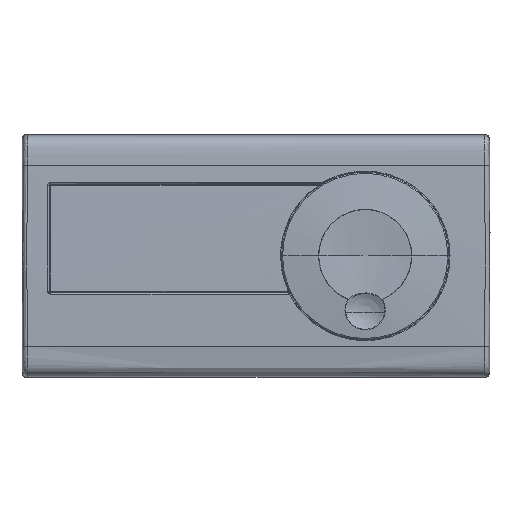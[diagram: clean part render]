
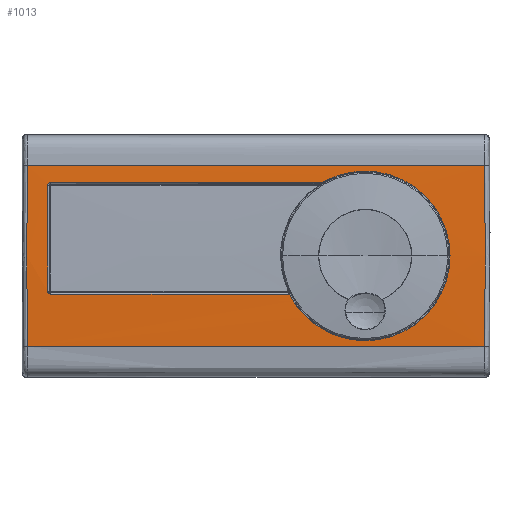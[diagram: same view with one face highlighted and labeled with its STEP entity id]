
A CAD part, top view. The second image highlights one B-rep face of the part: STEP entity #1013.
In plain terms, the highlighted face is a extrusion surface.
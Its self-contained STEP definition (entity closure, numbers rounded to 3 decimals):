
#314=CARTESIAN_POINT('Vertex',(55.1,0.,11.3)) ;
#318=CARTESIAN_POINT('Control Point',(55.1,0.,11.3)) ;
#319=CARTESIAN_POINT('Control Point',(55.1,4.171,11.3)) ;
#320=CARTESIAN_POINT('Control Point',(54.196,8.342,11.274)) ;
#321=CARTESIAN_POINT('Control Point',(52.387,12.251,11.221)) ;
#322=CARTESIAN_POINT('Control Point',(48.397,17.466,11.124)) ;
#323=CARTESIAN_POINT('Control Point',(43.024,21.052,11.037)) ;
#324=CARTESIAN_POINT('Control Point',(41.003,22.082,11.01)) ;
#325=CARTESIAN_POINT('Control Point',(35.413,24.152,10.953)) ;
#326=CARTESIAN_POINT('Control Point',(29.393,24.455,10.943)) ;
#327=CARTESIAN_POINT('Control Point',(25.665,23.921,10.959)) ;
#328=CARTESIAN_POINT('Control Point',(22.132,22.691,10.995)) ;
#329=CARTESIAN_POINT('Control Point',(18.949,20.855,11.04)) ;
#330=CARTESIAN_POINT('Vertex',(18.949,20.855,11.04)) ;
#904=CARTESIAN_POINT('Control Point',(0.,-25.737,10.906)) ;
#905=CARTESIAN_POINT('Control Point',(0.,-8.579,11.432)) ;
#906=CARTESIAN_POINT('Control Point',(0.,8.579,11.431)) ;
#907=CARTESIAN_POINT('Control Point',(0.,25.737,10.905)) ;
#912=CARTESIAN_POINT('Control Point',(-64.973,25.737,10.905)) ;
#913=CARTESIAN_POINT('Control Point',(-65.096,8.582,11.431)) ;
#914=CARTESIAN_POINT('Control Point',(-65.096,-8.582,11.432)) ;
#915=CARTESIAN_POINT('Control Point',(-64.975,-25.737,10.906)) ;
#916=CARTESIAN_POINT('Vertex',(-64.973,25.737,10.905)) ;
#918=CARTESIAN_POINT('Vertex',(-64.975,-25.737,10.906)) ;
#921=CARTESIAN_POINT('Line Origine',(0.,-25.737,10.906)) ;
#925=CARTESIAN_POINT('Vertex',(64.974,-25.737,10.906)) ;
#929=CARTESIAN_POINT('Control Point',(64.974,-25.737,10.906)) ;
#930=CARTESIAN_POINT('Control Point',(65.096,-8.582,11.432)) ;
#931=CARTESIAN_POINT('Control Point',(65.096,8.582,11.431)) ;
#932=CARTESIAN_POINT('Control Point',(64.973,25.737,10.905)) ;
#933=CARTESIAN_POINT('Vertex',(64.973,25.737,10.905)) ;
#936=CARTESIAN_POINT('Line Origine',(0.,25.737,10.905)) ;
#947=CARTESIAN_POINT('Line Origine',(0.,-10.851,11.23)) ;
#951=CARTESIAN_POINT('Vertex',(9.486,-10.851,11.23)) ;
#953=CARTESIAN_POINT('Vertex',(-58.3,-10.851,11.23)) ;
#957=CARTESIAN_POINT('Control Point',(-58.3,-10.851,11.23)) ;
#958=CARTESIAN_POINT('Control Point',(-58.633,-10.851,11.23)) ;
#959=CARTESIAN_POINT('Control Point',(-58.97,-10.673,11.233)) ;
#960=CARTESIAN_POINT('Control Point',(-59.148,-10.336,11.237)) ;
#961=CARTESIAN_POINT('Control Point',(-59.148,-10.003,11.241)) ;
#962=CARTESIAN_POINT('Vertex',(-59.148,-10.003,11.241)) ;
#966=CARTESIAN_POINT('Control Point',(-59.148,-10.003,11.241)) ;
#967=CARTESIAN_POINT('Control Point',(-59.148,0.,11.36)) ;
#968=CARTESIAN_POINT('Control Point',(-59.148,10.004,11.3)) ;
#969=CARTESIAN_POINT('Control Point',(-59.148,20.007,11.061)) ;
#970=CARTESIAN_POINT('Vertex',(-59.148,20.007,11.061)) ;
#974=CARTESIAN_POINT('Control Point',(-58.3,20.855,11.04)) ;
#975=CARTESIAN_POINT('Control Point',(-58.633,20.855,11.04)) ;
#976=CARTESIAN_POINT('Control Point',(-58.97,20.677,11.045)) ;
#977=CARTESIAN_POINT('Control Point',(-59.148,20.34,11.053)) ;
#978=CARTESIAN_POINT('Control Point',(-59.148,20.007,11.061)) ;
#979=CARTESIAN_POINT('Vertex',(-58.3,20.855,11.04)) ;
#982=CARTESIAN_POINT('Line Origine',(0.,20.855,11.04)) ;
#988=CARTESIAN_POINT('Control Point',(55.1,0.,11.3)) ;
#989=CARTESIAN_POINT('Control Point',(55.1,-4.171,11.3)) ;
#990=CARTESIAN_POINT('Control Point',(54.196,-8.342,11.274)) ;
#991=CARTESIAN_POINT('Control Point',(52.387,-12.251,11.222)) ;
#992=CARTESIAN_POINT('Control Point',(48.397,-17.466,11.125)) ;
#993=CARTESIAN_POINT('Control Point',(43.024,-21.052,11.038)) ;
#994=CARTESIAN_POINT('Control Point',(41.003,-22.082,11.011)) ;
#995=CARTESIAN_POINT('Control Point',(34.94,-24.327,10.95)) ;
#996=CARTESIAN_POINT('Control Point',(28.372,-24.494,10.943)) ;
#997=CARTESIAN_POINT('Control Point',(24.142,-23.662,10.969)) ;
#998=CARTESIAN_POINT('Control Point',(18.084,-21.001,11.044)) ;
#999=CARTESIAN_POINT('Control Point',(13.298,-16.583,11.139)) ;
#1000=CARTESIAN_POINT('Control Point',(11.797,-14.821,11.173)) ;
#1001=CARTESIAN_POINT('Control Point',(10.52,-12.898,11.204)) ;
#1002=CARTESIAN_POINT('Control Point',(9.486,-10.851,11.23)) ;
#908=DIRECTION('Vector Direction',(1.,0.,0.)) ;
#922=DIRECTION('Vector Direction',(1.,0.,0.)) ;
#937=DIRECTION('Vector Direction',(1.,0.,0.)) ;
#948=DIRECTION('Vector Direction',(1.,0.,0.)) ;
#983=DIRECTION('Vector Direction',(1.,0.,0.)) ;
#942=ORIENTED_EDGE('',*,*,#920,.T.) ;
#943=ORIENTED_EDGE('',*,*,#927,.F.) ;
#944=ORIENTED_EDGE('',*,*,#935,.T.) ;
#945=ORIENTED_EDGE('',*,*,#940,.F.) ;
#1005=ORIENTED_EDGE('',*,*,#955,.T.) ;
#1006=ORIENTED_EDGE('',*,*,#964,.T.) ;
#1007=ORIENTED_EDGE('',*,*,#972,.T.) ;
#1008=ORIENTED_EDGE('',*,*,#981,.T.) ;
#1009=ORIENTED_EDGE('',*,*,#986,.T.) ;
#1010=ORIENTED_EDGE('',*,*,#332,.F.) ;
#1011=ORIENTED_EDGE('',*,*,#1003,.T.) ;
#1012=FACE_BOUND('',#1004,.T.) ;
#909=VECTOR('Extrusion Surface Vector',#908,1.) ;
#923=VECTOR('Line Direction',#922,1.) ;
#938=VECTOR('Line Direction',#937,1.) ;
#949=VECTOR('Line Direction',#948,1.) ;
#984=VECTOR('Line Direction',#983,1.) ;
#1013=ADVANCED_FACE('',(#946,#1012),#910,.F.) ;
#317=B_SPLINE_CURVE_WITH_KNOTS('',5,(#318,#319,#320,#321,#322,#323,#324,#325,#326,#327,#328,#329),.UNSPECIFIED.,.F.,.U.,(6,3,3,6),(0.,29.426,45.289,71.225),.UNSPECIFIED.) ;
#903=B_SPLINE_CURVE_WITH_KNOTS('',3,(#904,#905,#906,#907),.UNSPECIFIED.,.F.,.U.,(4,4),(4.538,55.99),.UNSPECIFIED.) ;
#911=B_SPLINE_CURVE_WITH_KNOTS('',3,(#912,#913,#914,#915),.UNSPECIFIED.,.F.,.U.,(4,4),(30.97,103.709),.UNSPECIFIED.) ;
#928=B_SPLINE_CURVE_WITH_KNOTS('',3,(#929,#930,#931,#932),.UNSPECIFIED.,.F.,.U.,(4,4),(30.97,103.709),.UNSPECIFIED.) ;
#956=B_SPLINE_CURVE_WITH_KNOTS('',4,(#957,#958,#959,#960,#961),.UNSPECIFIED.,.F.,.U.,(5,5),(3.319,5.053),.UNSPECIFIED.) ;
#965=B_SPLINE_CURVE_WITH_KNOTS('',3,(#966,#967,#968,#969),.UNSPECIFIED.,.F.,.U.,(4,4),(37.399,89.376),.UNSPECIFIED.) ;
#973=B_SPLINE_CURVE_WITH_KNOTS('',4,(#974,#975,#976,#977,#978),.UNSPECIFIED.,.F.,.U.,(5,5),(3.319,5.053),.UNSPECIFIED.) ;
#987=B_SPLINE_CURVE_WITH_KNOTS('',5,(#988,#989,#990,#991,#992,#993,#994,#995,#996,#997,#998,#999,#1000,#1001,#1002),.UNSPECIFIED.,.F.,.U.,(6,3,3,3,6),(0.,29.426,45.289,74.757,90.936),.UNSPECIFIED.) ;
#332=EDGE_CURVE('',#315,#331,#317,.T.) ;
#920=EDGE_CURVE('',#917,#919,#911,.T.) ;
#927=EDGE_CURVE('',#926,#919,#924,.F.) ;
#935=EDGE_CURVE('',#926,#934,#928,.T.) ;
#940=EDGE_CURVE('',#917,#934,#939,.T.) ;
#955=EDGE_CURVE('',#952,#954,#950,.F.) ;
#964=EDGE_CURVE('',#954,#963,#956,.T.) ;
#972=EDGE_CURVE('',#963,#971,#965,.T.) ;
#981=EDGE_CURVE('',#971,#980,#973,.F.) ;
#986=EDGE_CURVE('',#980,#331,#985,.T.) ;
#1003=EDGE_CURVE('',#315,#952,#987,.T.) ;
#941=EDGE_LOOP('',(#942,#943,#944,#945)) ;
#1004=EDGE_LOOP('',(#1005,#1006,#1007,#1008,#1009,#1010,#1011)) ;
#946=FACE_OUTER_BOUND('',#941,.T.) ;
#924=LINE('Line',#921,#923) ;
#939=LINE('Line',#936,#938) ;
#950=LINE('Line',#947,#949) ;
#985=LINE('Line',#982,#984) ;
#910=SURFACE_OF_LINEAR_EXTRUSION('generated tabulated cylinder',#903,#909) ;
#315=VERTEX_POINT('',#314) ;
#331=VERTEX_POINT('',#330) ;
#917=VERTEX_POINT('',#916) ;
#919=VERTEX_POINT('',#918) ;
#926=VERTEX_POINT('',#925) ;
#934=VERTEX_POINT('',#933) ;
#952=VERTEX_POINT('',#951) ;
#954=VERTEX_POINT('',#953) ;
#963=VERTEX_POINT('',#962) ;
#971=VERTEX_POINT('',#970) ;
#980=VERTEX_POINT('',#979) ;
